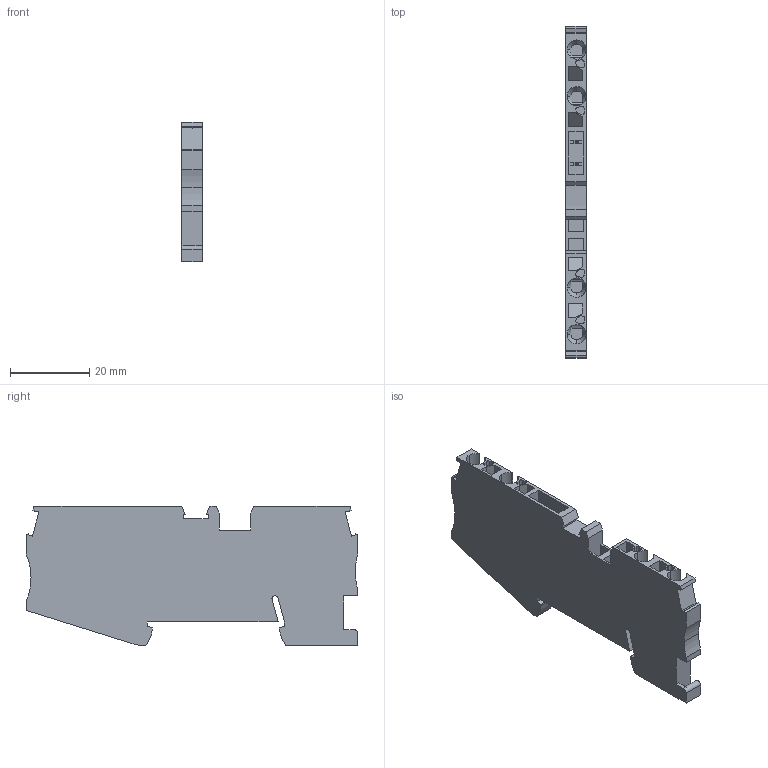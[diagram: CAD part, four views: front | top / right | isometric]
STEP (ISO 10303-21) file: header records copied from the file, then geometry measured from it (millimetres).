
FILE_DESCRIPTION(('STEP AP214'),'1');
FILE_NAME('cctmp_1AAA39C2-0183-4D39-B33D-DBF5863F96D4_2023_07_24_21_34_21_0987..stp','2023-07-24T19:34:22',('SIEMENS A&D'),('CADClick - www.CADClick.com'),'Spatial InterOp 3D postprocessed',' ','unknown authorization');
FILE_SCHEMA(('AUTOMOTIVE_DESIGN'));
Length unit declared in the file: millimetre
Products named in the file (1): 2023_07_24_21_34_21_0971
Bounding box: 5.15 x 84 x 35.25 mm (x, y, z)
Volume: 10768.8 mm3; surface area: 8480.2 mm2
Topology: 1 solids, 1 shells, 292 faces, 815 edges, 534 vertices
Faces by surface type: plane 186, cylinder 82, cone 24
Entity records: 13440 total; most frequent: CARTESIAN_POINT 5035, ORIENTED_EDGE 1630, DIRECTION 1485, EDGE_CURVE 815, LINE 577, VECTOR 577, VERTEX_POINT 534, AXIS2_PLACEMENT_3D 454
